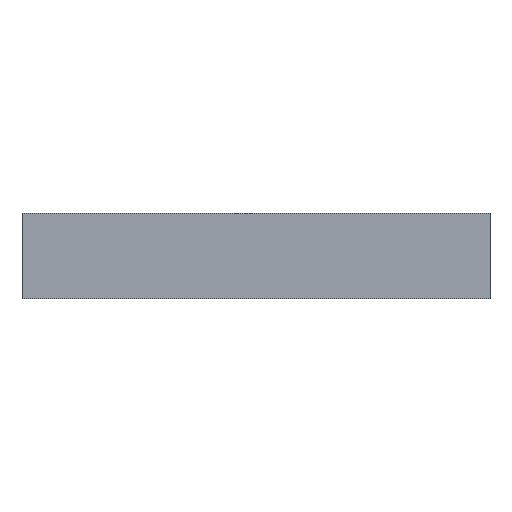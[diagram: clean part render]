
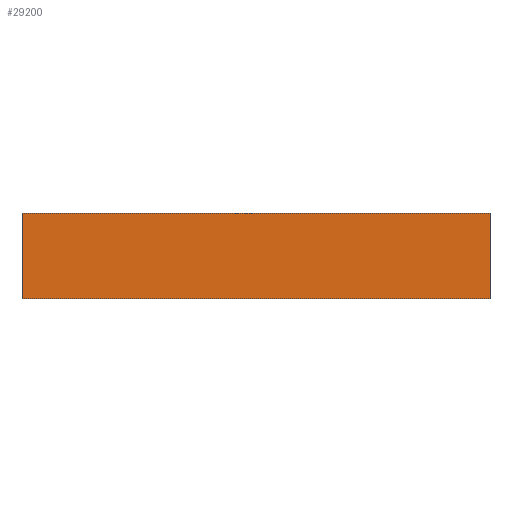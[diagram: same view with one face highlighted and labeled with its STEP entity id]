
A CAD part, front view. The second image highlights one B-rep face of the part: STEP entity #29200.
In plain terms, the highlighted planar face has unit normal (0, -1, 0).
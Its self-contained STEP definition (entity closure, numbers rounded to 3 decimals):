
#1917 = CARTESIAN_POINT ( 'NONE',  ( 356., -20., 65. ) ) ;
#2876 = VECTOR ( 'NONE', #32793, 1000. ) ;
#3543 = ORIENTED_EDGE ( 'NONE', *, *, #21043, .T. ) ;
#3919 = LINE ( 'NONE', #18533, #2876 ) ;
#4142 = LINE ( 'NONE', #10217, #19065 ) ;
#4281 = CARTESIAN_POINT ( 'NONE',  ( 356., -20., 65. ) ) ;
#6824 = EDGE_LOOP ( 'NONE', ( #3543, #32435, #8836, #17483 ) ) ;
#7221 = DIRECTION ( 'NONE',  ( 0., 0., 1. ) ) ;
#7570 = DIRECTION ( 'NONE',  ( -1., 0., 0. ) ) ;
#7759 = LINE ( 'NONE', #28091, #9089 ) ;
#8299 = CARTESIAN_POINT ( 'NONE',  ( 356., -20., -65. ) ) ;
#8836 = ORIENTED_EDGE ( 'NONE', *, *, #23868, .T. ) ;
#9089 = VECTOR ( 'NONE', #7570, 1000. ) ;
#10081 = LINE ( 'NONE', #1917, #26123 ) ;
#10217 = CARTESIAN_POINT ( 'NONE',  ( -356., -20., 65. ) ) ;
#12584 = DIRECTION ( 'NONE',  ( 0., 0., -1. ) ) ;
#12962 = CARTESIAN_POINT ( 'NONE',  ( 0., -20., 0. ) ) ;
#13073 = DIRECTION ( 'NONE',  ( 0., 0., -1. ) ) ;
#15600 = CARTESIAN_POINT ( 'NONE',  ( -356., -20., -65. ) ) ;
#17483 = ORIENTED_EDGE ( 'NONE', *, *, #23208, .T. ) ;
#18476 = DIRECTION ( 'NONE',  ( 0., -1., 0. ) ) ;
#18533 = CARTESIAN_POINT ( 'NONE',  ( -356., -20., -65. ) ) ;
#19065 = VECTOR ( 'NONE', #13073, 1000. ) ;
#19511 = VERTEX_POINT ( 'NONE', #4281 ) ;
#20299 = CARTESIAN_POINT ( 'NONE',  ( -356., -20., 65. ) ) ;
#21043 = EDGE_CURVE ( 'NONE', #25560, #27666, #4142, .T. ) ;
#23208 = EDGE_CURVE ( 'NONE', #19511, #25560, #7759, .T. ) ;
#23795 = PLANE ( 'NONE',  #24164 ) ;
#23868 = EDGE_CURVE ( 'NONE', #32835, #19511, #10081, .T. ) ;
#24164 = AXIS2_PLACEMENT_3D ( 'NONE', #12962, #18476, #12584 ) ;
#25560 = VERTEX_POINT ( 'NONE', #20299 ) ;
#26123 = VECTOR ( 'NONE', #7221, 1000. ) ;
#27666 = VERTEX_POINT ( 'NONE', #15600 ) ;
#28091 = CARTESIAN_POINT ( 'NONE',  ( -356., -20., 65. ) ) ;
#29200 = ADVANCED_FACE ( 'NONE', ( #30423 ), #23795, .T. ) ;
#30423 = FACE_OUTER_BOUND ( 'NONE', #6824, .T. ) ;
#32435 = ORIENTED_EDGE ( 'NONE', *, *, #32904, .T. ) ;
#32793 = DIRECTION ( 'NONE',  ( 1., 0., 0. ) ) ;
#32835 = VERTEX_POINT ( 'NONE', #8299 ) ;
#32904 = EDGE_CURVE ( 'NONE', #27666, #32835, #3919, .T. ) ;
